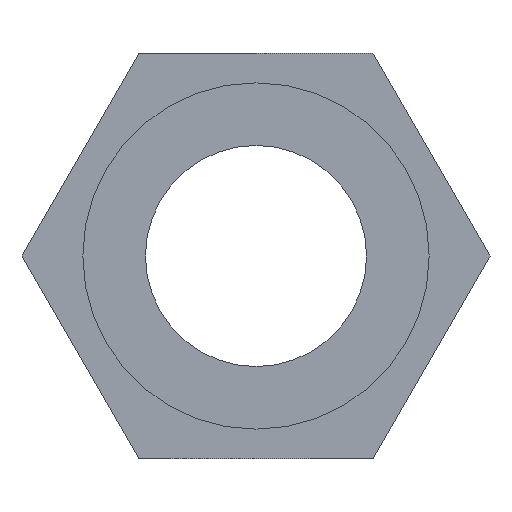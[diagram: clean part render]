
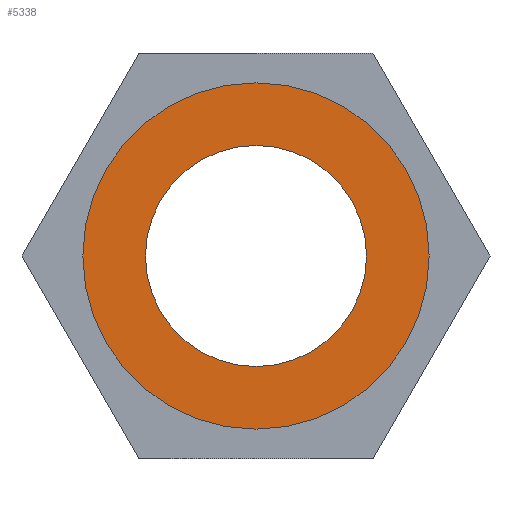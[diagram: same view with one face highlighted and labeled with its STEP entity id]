
A CAD part, left-side view. The second image highlights one B-rep face of the part: STEP entity #5338.
In plain terms, the highlighted planar face has unit normal (-1, 0, 0).
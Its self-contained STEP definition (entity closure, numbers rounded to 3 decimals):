
#50 = VERTEX_POINT ( 'NONE', #1107 ) ;
#137 = FACE_OUTER_BOUND ( 'NONE', #2957, .T. ) ;
#193 = CARTESIAN_POINT ( 'NONE',  ( 0., 0., 0. ) ) ;
#260 = AXIS2_PLACEMENT_3D ( 'NONE', #1796, #5242, #3524 ) ;
#273 = EDGE_LOOP ( 'NONE', ( #3175, #2757 ) ) ;
#629 = AXIS2_PLACEMENT_3D ( 'NONE', #3583, #1429, #4033 ) ;
#1107 = CARTESIAN_POINT ( 'NONE',  ( 0., 0., -4.7 ) ) ;
#1137 = EDGE_CURVE ( 'NONE', #2172, #4162, #3956, .T. ) ;
#1158 = CIRCLE ( 'NONE', #2249, 4.7 ) ;
#1351 = CARTESIAN_POINT ( 'NONE',  ( 0., 0., 0. ) ) ;
#1429 = DIRECTION ( 'NONE',  ( 1., 0., 0. ) ) ;
#1796 = CARTESIAN_POINT ( 'NONE',  ( 0., 0., 0. ) ) ;
#1814 = EDGE_CURVE ( 'NONE', #50, #4718, #2074, .T. ) ;
#1835 = DIRECTION ( 'NONE',  ( -1., 0., 0. ) ) ;
#1860 = PLANE ( 'NONE',  #629 ) ;
#2074 = CIRCLE ( 'NONE', #5207, 4.7 ) ;
#2172 = VERTEX_POINT ( 'NONE', #4069 ) ;
#2249 = AXIS2_PLACEMENT_3D ( 'NONE', #5168, #5527, #3052 ) ;
#2257 = ORIENTED_EDGE ( 'NONE', *, *, #1814, .T. ) ;
#2757 = ORIENTED_EDGE ( 'NONE', *, *, #4265, .T. ) ;
#2957 = EDGE_LOOP ( 'NONE', ( #4954, #2257 ) ) ;
#3052 = DIRECTION ( 'NONE',  ( 0., 0., 1. ) ) ;
#3062 = CIRCLE ( 'NONE', #260, 3. ) ;
#3175 = ORIENTED_EDGE ( 'NONE', *, *, #1137, .T. ) ;
#3234 = DIRECTION ( 'NONE',  ( 1., 0., 0. ) ) ;
#3385 = CARTESIAN_POINT ( 'NONE',  ( 0., 0., -3. ) ) ;
#3524 = DIRECTION ( 'NONE',  ( 0., 0., -1. ) ) ;
#3583 = CARTESIAN_POINT ( 'NONE',  ( 0., 0., 0. ) ) ;
#3823 = EDGE_CURVE ( 'NONE', #4718, #50, #1158, .T. ) ;
#3867 = CARTESIAN_POINT ( 'NONE',  ( 0., 0., 4.7 ) ) ;
#3956 = CIRCLE ( 'NONE', #4059, 3. ) ;
#4007 = FACE_BOUND ( 'NONE', #273, .T. ) ;
#4033 = DIRECTION ( 'NONE',  ( 0., 0., -1. ) ) ;
#4059 = AXIS2_PLACEMENT_3D ( 'NONE', #193, #3234, #5327 ) ;
#4069 = CARTESIAN_POINT ( 'NONE',  ( 0., 0., 3. ) ) ;
#4162 = VERTEX_POINT ( 'NONE', #3385 ) ;
#4265 = EDGE_CURVE ( 'NONE', #4162, #2172, #3062, .T. ) ;
#4718 = VERTEX_POINT ( 'NONE', #3867 ) ;
#4849 = DIRECTION ( 'NONE',  ( 0., 0., 1. ) ) ;
#4954 = ORIENTED_EDGE ( 'NONE', *, *, #3823, .T. ) ;
#5168 = CARTESIAN_POINT ( 'NONE',  ( 0., 0., 0. ) ) ;
#5207 = AXIS2_PLACEMENT_3D ( 'NONE', #1351, #1835, #4849 ) ;
#5242 = DIRECTION ( 'NONE',  ( 1., 0., 0. ) ) ;
#5327 = DIRECTION ( 'NONE',  ( 0., 0., -1. ) ) ;
#5338 = ADVANCED_FACE ( 'NONE', ( #4007, #137 ), #1860, .F. ) ;
#5527 = DIRECTION ( 'NONE',  ( -1., 0., 0. ) ) ;
